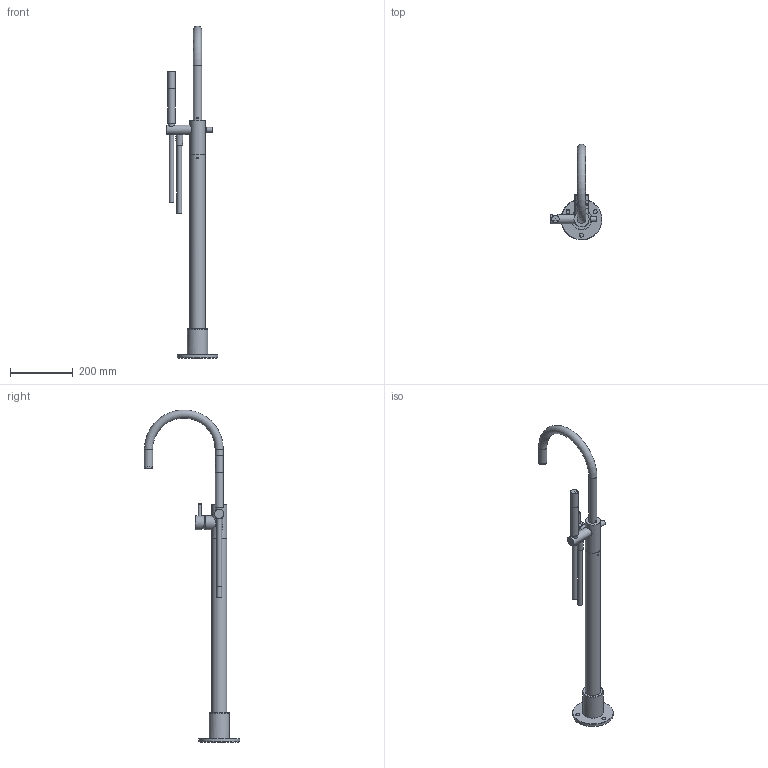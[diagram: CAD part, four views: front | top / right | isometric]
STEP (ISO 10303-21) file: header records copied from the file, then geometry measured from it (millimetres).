
FILE_DESCRIPTION(/* description */ ('Unknown'),/* implementation_level */ '2;1');
FILE_NAME(/* name */ 'CB077',/* time_stamp */ '2016-03-15T10:23:21+01:00',/* author */ ('Unknown'),/* organization */ ('Unknown'),/* preprocessor_version */ 'ST-DEVELOPER v16.7',/* originating_system */ 'DEX',/* authorisation */ $);
FILE_SCHEMA (('AUTOMOTIVE_DESIGN {1 0 10303 214 3 1 1}'));
Length unit declared in the file: millimetre
Products named in the file (1): CB077
Bounding box: 164.75 x 302.75 x 1055.67 mm (x, y, z)
Volume: 3830.7 mm3; surface area: 287966 mm2
Topology: 2 solids, 58 shells, 142 faces, 526 edges, 430 vertices
Faces by surface type: plane 63, cylinder 45, cone 19, torus 12, sphere 2, bspline 1
Full cylindrical faces by diameter (mm): 5 x1, 6.4 x3, 7.5 x2, 9 x1, 12.5 x2, 15 x3, 15.5 x1, 15.8 x1, 18 x1, 18.5 x1, 24 x2, 24.2 x1, 26 x2, 30 x1, 32.5 x1, 40.9 x1, 44 x3, 48 x2, 52 x1, 61.5 x1, 64.7 x1, 67 x1, 86 x1, 114.5 x1, 129.5 x1
Entity records: 14049 total; most frequent: CARTESIAN_POINT 9435, DIRECTION 872, ORIENTED_EDGE 507, EDGE_CURVE 415, VERTEX_POINT 393, AXIS2_PLACEMENT_3D 387, FACE_BOUND 317, EDGE_LOOP 313
